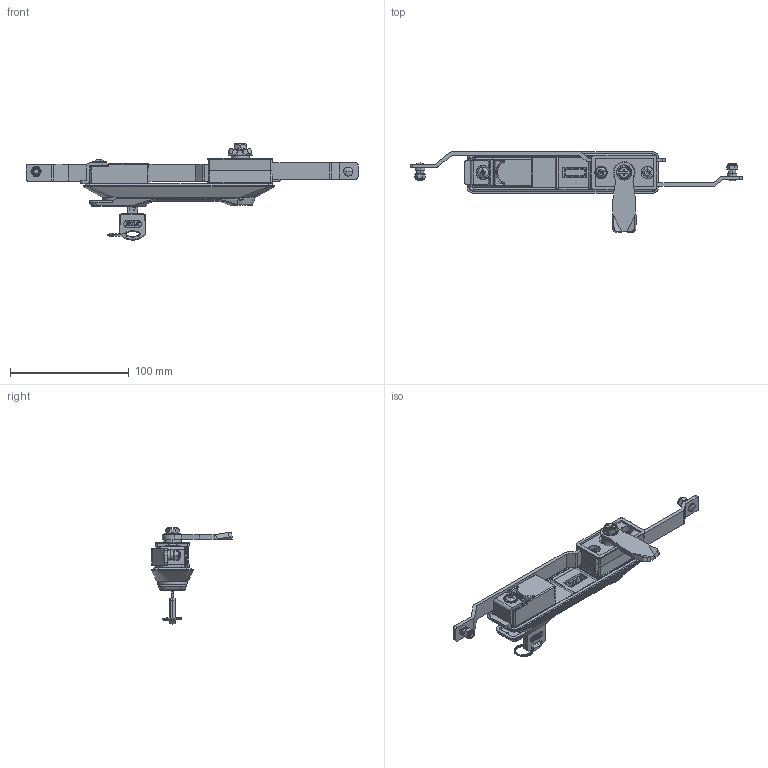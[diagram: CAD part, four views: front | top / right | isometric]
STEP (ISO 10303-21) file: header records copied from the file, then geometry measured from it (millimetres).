
FILE_DESCRIPTION (( 'STEP AP203' ), '1' );
FILE_NAME ('KI26.5.01.60.STEP', '2022-08-25T09:10:23', ( '' ), ( '' ), 'SwSTEP 2.0', 'SolidWorks 2021', '' );
FILE_SCHEMA (( 'CONFIG_CONTROL_DESIGN' ));
Length unit declared in the file: millimetre
Products named in the file (1): KI26.5.01.60
Bounding box: 279 x 67.81 x 80.78 mm (x, y, z)
Surface area: 50058.4 mm2 (no closed solid volume)
Topology: 0 solids, 33 shells, 739 faces, 2497 edges, 1762 vertices
Faces by surface type: plane 310, cylinder 181, bspline 178, cone 53, torus 16, sphere 1
Entity records: 39827 total; most frequent: CARTESIAN_POINT 20592, ORIENTED_EDGE 4171, DIRECTION 3130, EDGE_CURVE 2487, VERTEX_POINT 1763, LINE 1150, VECTOR 1150, AXIS2_PLACEMENT_3D 990
